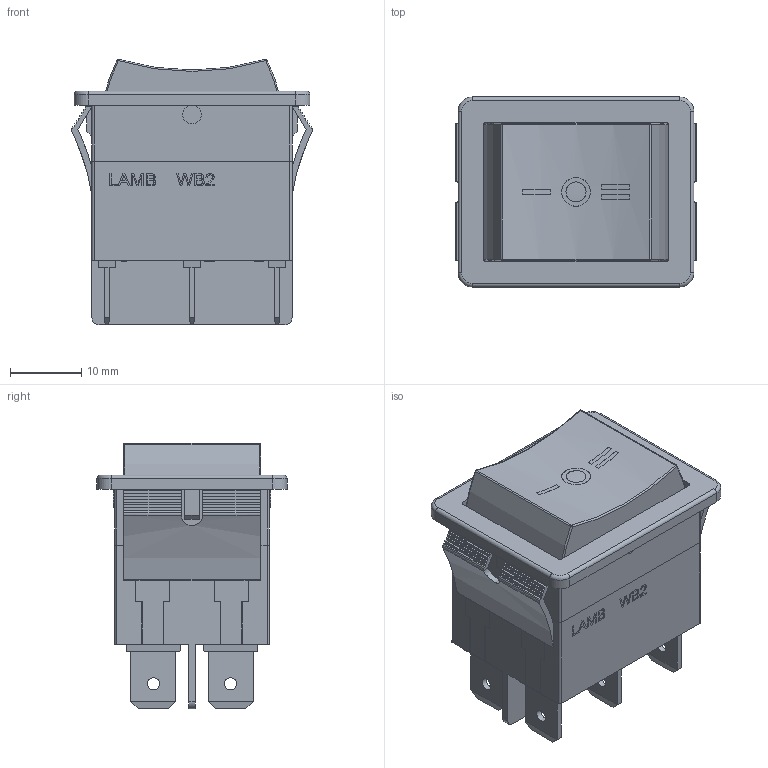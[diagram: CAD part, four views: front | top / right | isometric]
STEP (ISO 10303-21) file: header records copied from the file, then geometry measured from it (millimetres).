
FILE_DESCRIPTION(/* description */ (''),/* implementation_level */ '2;1');
FILE_NAME(/* name */ 'WB246DxxxS.stp',/* time_stamp */ '2026-01-17T23:43:36-06:00',/* author */ ('jmeyers'),/* organization */ (''),/* preprocessor_version */ 'ST-DEVELOPER v18.1',/* originating_system */ 'Autodesk Inventor 2022',/* authorisation */ '');
FILE_SCHEMA (('AUTOMOTIVE_DESIGN { 1 0 10303 214 3 1 1 }'));
Length unit declared in the file: inch
Products named in the file (1): Part53
Bounding box: 33.7 x 26.6 x 37.16 mm (x, y, z)
Volume: 10022.2 mm3; surface area: 11025.6 mm2
Topology: 1 solids, 1 shells, 544 faces, 1541 edges, 1038 vertices
Faces by surface type: plane 410, cylinder 69, bspline 51, torus 10, sphere 4
Full cylindrical faces by diameter (mm): 1.7 x6, 2.6 x2, 2.8 x1, 4 x1
Entity records: 18786 total; most frequent: CARTESIAN_POINT 4391, ORIENTED_EDGE 3094, DIRECTION 2552, EDGE_CURVE 1547, LINE 1208, VECTOR 1208, VERTEX_POINT 1038, AXIS2_PLACEMENT_3D 672
